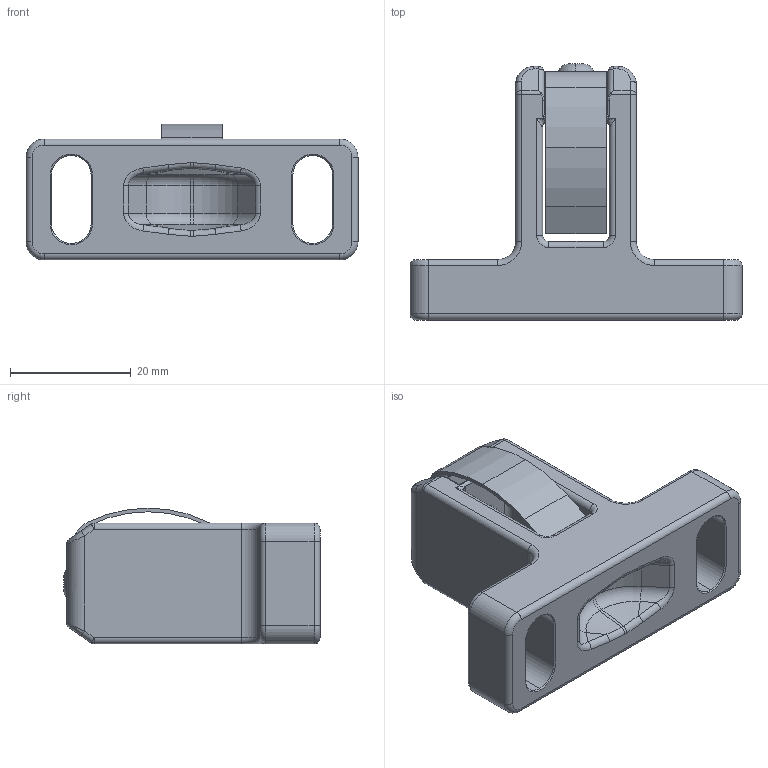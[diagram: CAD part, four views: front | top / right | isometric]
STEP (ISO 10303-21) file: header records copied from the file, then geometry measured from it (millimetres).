
FILE_DESCRIPTION(('STEP AP214'),'1');
FILE_NAME('HALDERN_EH_22160_0006.stp','2014-05-22T13:25:47',('TraceParts'),('TraceParts S.A.'),'XStep 1.0',' ',' ');
FILE_SCHEMA(('automotive_design'));
Length unit declared in the file: millimetre
Products named in the file (2): EH_22160_0006-02|EH_22160_0006-02;Imported1; EH_22160_0006-01|EH_22160_0006-01;Imported1
Bounding box: 55 x 42.43 x 22.48 mm (x, y, z)
Volume: 16112.3 mm3; surface area: 8244 mm2
Topology: 2 solids, 2 shells, 268 faces, 626 edges, 346 vertices
Faces by surface type: cylinder 102, plane 56, torus 48, bspline 32, cone 22, sphere 8
Entity records: 30891 total; most frequent: CARTESIAN_POINT 18153, STYLED_ITEM 1222, PRESENTATION_STYLE_ASSIGNMENT 1222, COLOUR_RGB 1222, ORIENTED_EDGE 1212, DIRECTION 1198, EDGE_CURVE 606, CURVE_STYLE 606
